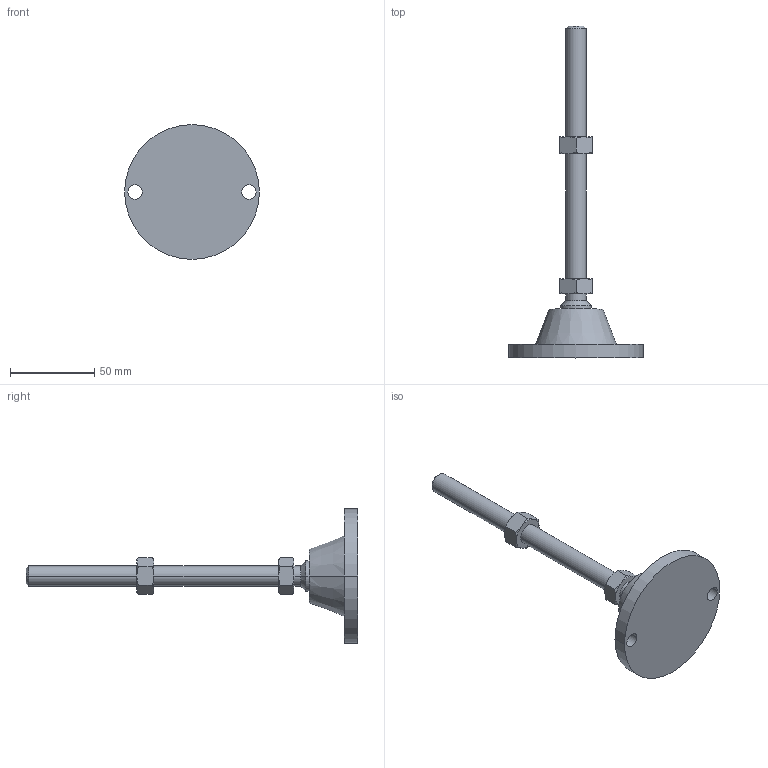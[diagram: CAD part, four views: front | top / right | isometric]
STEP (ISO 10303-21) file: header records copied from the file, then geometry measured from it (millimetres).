
FILE_DESCRIPTION (( 'STEP AP203' ), '1' );
FILE_NAME ('ALF-LA150M12-D80U.step', '2024-08-15T15:05:33', ( '' ), ( '' ), 'SwSTEP 2.0', 'SolidWorks 2022', '' );
FILE_SCHEMA (( 'CONFIG_CONTROL_DESIGN' ));
Length unit declared in the file: millimetre
Products named in the file (1): ALF-LA150M12-D80U
Bounding box: 80 x 197 x 80 mm (x, y, z)
Volume: 89244.2 mm3; surface area: 21634.4 mm2
Topology: 1 solids, 1 shells, 64 faces, 138 edges, 82 vertices
Faces by surface type: cone 30, plane 20, cylinder 14
Entity records: 1997 total; most frequent: CARTESIAN_POINT 573, DIRECTION 278, ORIENTED_EDGE 276, EDGE_CURVE 138, AXIS2_PLACEMENT_3D 123, VERTEX_POINT 82, EDGE_LOOP 74, FACE_OUTER_BOUND 64
